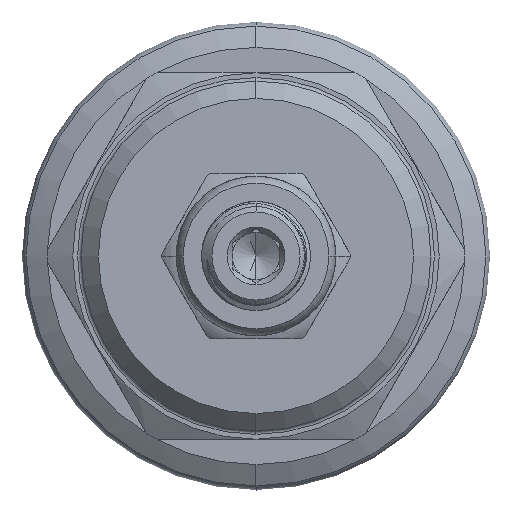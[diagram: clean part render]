
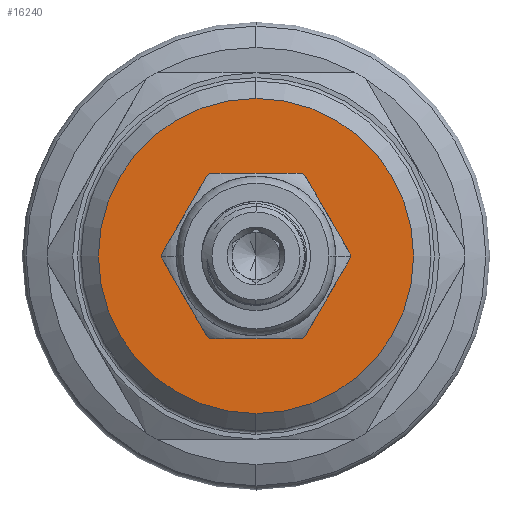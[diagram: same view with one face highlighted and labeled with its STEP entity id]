
A CAD part, left-side view. The second image highlights one B-rep face of the part: STEP entity #16240.
In plain terms, the highlighted planar face has unit normal (-1, 0, 0).
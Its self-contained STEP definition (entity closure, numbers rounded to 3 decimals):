
#79 = EDGE_LOOP ( 'NONE', ( #16347, #5378 ) ) ;
#829 = ORIENTED_EDGE ( 'NONE', *, *, #4124, .T. ) ;
#830 = AXIS2_PLACEMENT_3D ( 'NONE', #6260, #9672, #18069 ) ;
#1026 = AXIS2_PLACEMENT_3D ( 'NONE', #7512, #8984, #13437 ) ;
#1115 = CIRCLE ( 'NONE', #13628, 13.6 ) ;
#2319 = CARTESIAN_POINT ( 'NONE',  ( 0., 0., 0. ) ) ;
#2368 = ORIENTED_EDGE ( 'NONE', *, *, #6484, .T. ) ;
#3171 = CARTESIAN_POINT ( 'NONE',  ( 0., 0., 0. ) ) ;
#3417 = VERTEX_POINT ( 'NONE', #4638 ) ;
#3418 = CARTESIAN_POINT ( 'NONE',  ( 0., 0., 13.6 ) ) ;
#3862 = VERTEX_POINT ( 'NONE', #5505 ) ;
#4124 = EDGE_CURVE ( 'NONE', #3417, #5225, #1115, .T. ) ;
#4638 = CARTESIAN_POINT ( 'NONE',  ( 0., 0., -13.6 ) ) ;
#5126 = AXIS2_PLACEMENT_3D ( 'NONE', #6651, #11180, #8124 ) ;
#5225 = VERTEX_POINT ( 'NONE', #3418 ) ;
#5269 = CIRCLE ( 'NONE', #1026, 6.875 ) ;
#5378 = ORIENTED_EDGE ( 'NONE', *, *, #12454, .F. ) ;
#5505 = CARTESIAN_POINT ( 'NONE',  ( 0., 6.875, 0. ) ) ;
#6165 = DIRECTION ( 'NONE',  ( 0., 0., -1. ) ) ;
#6260 = CARTESIAN_POINT ( 'NONE',  ( 0., 0., 0. ) ) ;
#6484 = EDGE_CURVE ( 'NONE', #5225, #3417, #9751, .T. ) ;
#6625 = DIRECTION ( 'NONE',  ( 0., 1., 0. ) ) ;
#6651 = CARTESIAN_POINT ( 'NONE',  ( 0., 15.1, 0. ) ) ;
#7135 = CIRCLE ( 'NONE', #11144, 6.875 ) ;
#7512 = CARTESIAN_POINT ( 'NONE',  ( 0., 0., 0. ) ) ;
#8124 = DIRECTION ( 'NONE',  ( 0., 0., -1. ) ) ;
#8678 = FACE_BOUND ( 'NONE', #79, .T. ) ;
#8984 = DIRECTION ( 'NONE',  ( -1., 0., 0. ) ) ;
#9672 = DIRECTION ( 'NONE',  ( -1., 0., 0. ) ) ;
#9751 = CIRCLE ( 'NONE', #830, 13.6 ) ;
#11144 = AXIS2_PLACEMENT_3D ( 'NONE', #2319, #12432, #6625 ) ;
#11180 = DIRECTION ( 'NONE',  ( 1., 0., 0. ) ) ;
#11449 = EDGE_CURVE ( 'NONE', #3862, #16289, #5269, .T. ) ;
#12432 = DIRECTION ( 'NONE',  ( -1., 0., 0. ) ) ;
#12454 = EDGE_CURVE ( 'NONE', #16289, #3862, #7135, .T. ) ;
#13437 = DIRECTION ( 'NONE',  ( 0., 1., 0. ) ) ;
#13628 = AXIS2_PLACEMENT_3D ( 'NONE', #3171, #14966, #6165 ) ;
#14858 = FACE_OUTER_BOUND ( 'NONE', #17164, .T. ) ;
#14966 = DIRECTION ( 'NONE',  ( -1., 0., 0. ) ) ;
#15351 = CARTESIAN_POINT ( 'NONE',  ( 0., -6.875, 0. ) ) ;
#15483 = PLANE ( 'NONE',  #5126 ) ;
#16240 = ADVANCED_FACE ( 'NONE', ( #8678, #14858 ), #15483, .F. ) ;
#16289 = VERTEX_POINT ( 'NONE', #15351 ) ;
#16347 = ORIENTED_EDGE ( 'NONE', *, *, #11449, .F. ) ;
#17164 = EDGE_LOOP ( 'NONE', ( #829, #2368 ) ) ;
#18069 = DIRECTION ( 'NONE',  ( 0., 0., -1. ) ) ;
